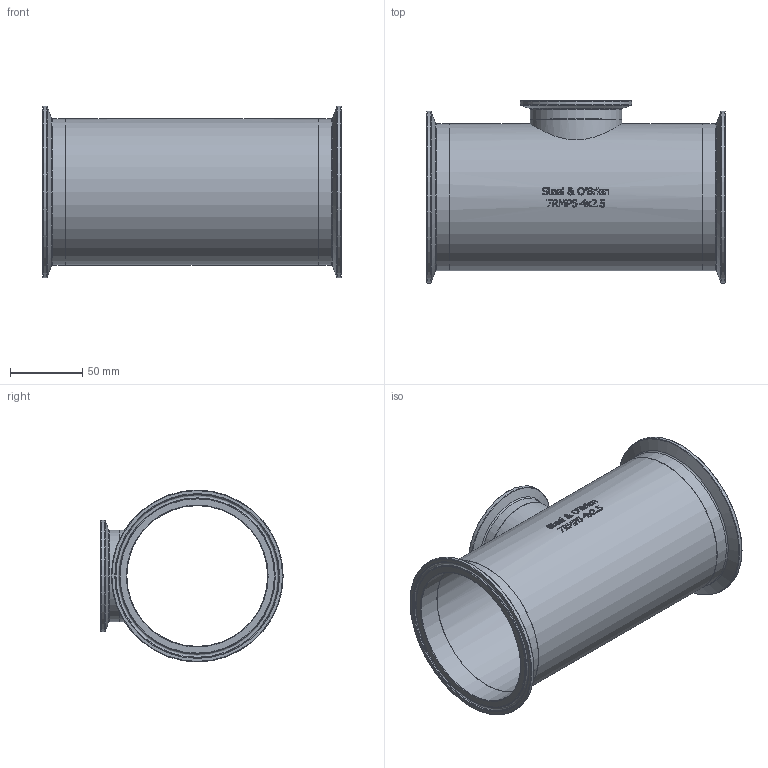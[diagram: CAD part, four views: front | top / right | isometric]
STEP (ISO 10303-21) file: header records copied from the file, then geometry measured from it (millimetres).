
FILE_DESCRIPTION(/* description */ (''),/* implementation_level */ '2;1');
FILE_NAME(/* name */ '7RMPS-4X2.5.ipt.stp',/* time_stamp */ '2019-06-17T14:42:21-04:00',/* author */ ('R. Canell'),/* organization */ (''),/* preprocessor_version */ 'ST-DEVELOPER v15.2',/* originating_system */ 'Autodesk Inventor 2014',/* authorisation */ '');
FILE_SCHEMA (('AUTOMOTIVE_DESIGN { 1 0 10303 214 3 1 1 }'));
Length unit declared in the file: inch
Products named in the file (1): 7RMPS-4X2.5
Bounding box: 206.38 x 126.14 x 118.92 mm (x, y, z)
Volume: 165476.5 mm3; surface area: 147697.8 mm2
Topology: 1 solids, 1 shells, 441 faces, 1147 edges, 753 vertices
Faces by surface type: plane 182, bspline 174, cylinder 49, torus 27, cone 9
Full cylindrical faces by diameter (mm): 60.198 x2, 63.5 x2, 77.394 x1, 97.384 x3, 101.6 x3, 118.923 x2
Entity records: 16435 total; most frequent: CARTESIAN_POINT 6753, ORIENTED_EDGE 2188, DIRECTION 1520, EDGE_CURVE 1094, VERTEX_POINT 750, EDGE_LOOP 540, AXIS2_PLACEMENT_3D 508, LINE 504
